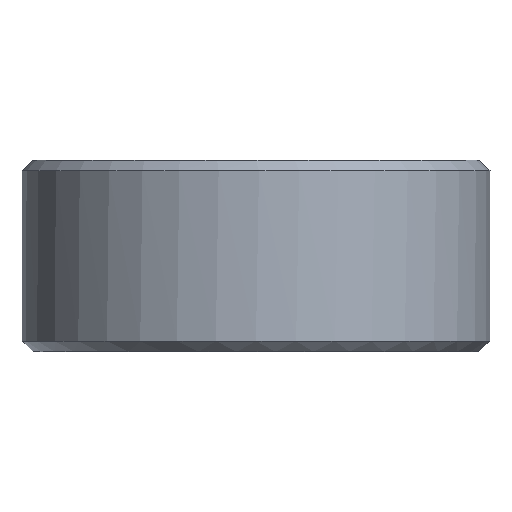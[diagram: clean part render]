
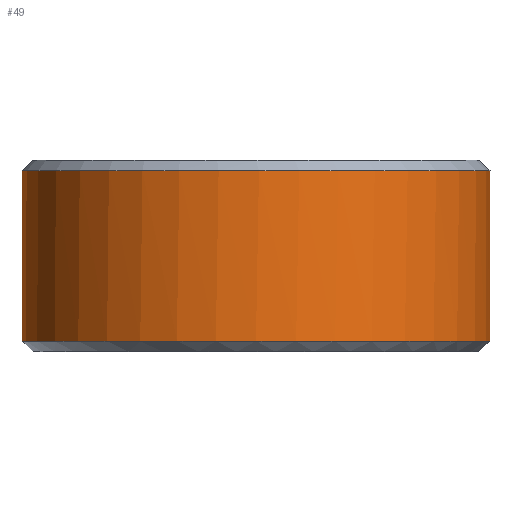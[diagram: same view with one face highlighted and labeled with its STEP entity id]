
A CAD part, front view. The second image highlights one B-rep face of the part: STEP entity #49.
In plain terms, the highlighted cylindrical face has radius 11 mm (diameter 22 mm), a full revolution.
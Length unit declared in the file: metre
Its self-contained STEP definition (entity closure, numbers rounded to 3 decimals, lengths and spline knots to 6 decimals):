
#49 = ADVANCED_FACE( '', ( #95, #96 ), #97, .T. );
#95 = FACE_OUTER_BOUND( '', #133, .T. );
#96 = FACE_OUTER_BOUND( '', #134, .T. );
#97 = CYLINDRICAL_SURFACE( '', #135, 0.011 );
#133 = EDGE_LOOP( '', ( #201, #202, #203, #204 ) );
#134 = EDGE_LOOP( '', ( #205 ) );
#135 = AXIS2_PLACEMENT_3D( '', #206, #207, #208 );
#201 = ORIENTED_EDGE( '', *, *, #234, .T. );
#202 = ORIENTED_EDGE( '', *, *, #227, .T. );
#203 = ORIENTED_EDGE( '', *, *, #222, .F. );
#204 = ORIENTED_EDGE( '', *, *, #232, .T. );
#205 = ORIENTED_EDGE( '', *, *, #229, .T. );
#206 = CARTESIAN_POINT( '', ( 0., 0., 0.008 ) );
#207 = DIRECTION( '', ( 0., 0., 1. ) );
#208 = DIRECTION( '', ( -1., 0., 0. ) );
#222 = EDGE_CURVE( '', #257, #258, #259, .T. );
#227 = EDGE_CURVE( '', #263, #258, #265, .T. );
#229 = EDGE_CURVE( '', #267, #267, #268, .F. );
#232 = EDGE_CURVE( '', #257, #270, #272, .T. );
#234 = EDGE_CURVE( '', #270, #263, #274, .T. );
#257 = VERTEX_POINT( '', #299 );
#258 = VERTEX_POINT( '', #300 );
#259 = LINE( '', #301, #302 );
#263 = VERTEX_POINT( '', #311 );
#265 = CIRCLE( '', #318, 0.011 );
#267 = VERTEX_POINT( '', #320 );
#268 = CIRCLE( '', #321, 0.011 );
#270 = VERTEX_POINT( '', #323 );
#272 = CIRCLE( '', #325, 0.011 );
#274 = LINE( '', #327, #328 );
#299 = CARTESIAN_POINT( '', ( 0.00042, 0.010992, 0.008 ) );
#300 = CARTESIAN_POINT( '', ( 0.00042, 0.010992, 0.0005 ) );
#301 = CARTESIAN_POINT( '', ( 0.00042, 0.010992, 0.008 ) );
#302 = VECTOR( '', #353, 1. );
#311 = CARTESIAN_POINT( '', ( -0.00042, 0.010992, 0.0005 ) );
#318 = AXIS2_PLACEMENT_3D( '', #357, #358, #359 );
#320 = CARTESIAN_POINT( '', ( 0.011, 0., 0.0085 ) );
#321 = AXIS2_PLACEMENT_3D( '', #360, #361, #362 );
#323 = CARTESIAN_POINT( '', ( -0.00042, 0.010992, 0.008 ) );
#325 = AXIS2_PLACEMENT_3D( '', #366, #367, #368 );
#327 = CARTESIAN_POINT( '', ( -0.00042, 0.010992, 0.008 ) );
#328 = VECTOR( '', #369, 1. );
#353 = DIRECTION( '', ( 0., 0., -1. ) );
#357 = CARTESIAN_POINT( '', ( 0., 0., 0.0005 ) );
#358 = DIRECTION( '', ( 0., 0., 1. ) );
#359 = DIRECTION( '', ( 1., 0., 0. ) );
#360 = CARTESIAN_POINT( '', ( 0., 0., 0.0085 ) );
#361 = DIRECTION( '', ( 0., 0., 1. ) );
#362 = DIRECTION( '', ( 1., 0., 0. ) );
#366 = CARTESIAN_POINT( '', ( 0., 0., 0.008 ) );
#367 = DIRECTION( '', ( 0., 0., 1. ) );
#368 = DIRECTION( '', ( 1., 0., 0. ) );
#369 = DIRECTION( '', ( 0., 0., -1. ) );
